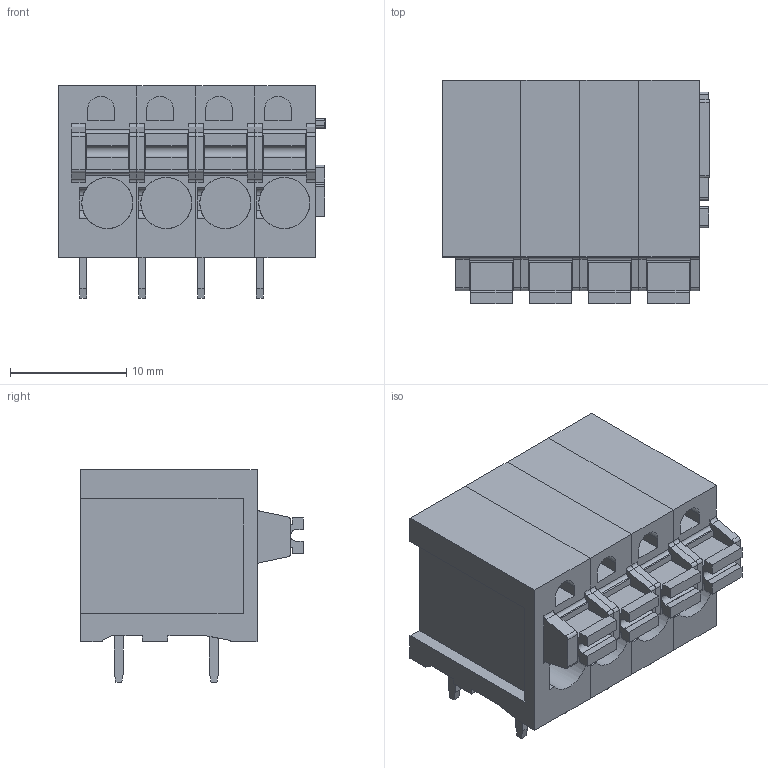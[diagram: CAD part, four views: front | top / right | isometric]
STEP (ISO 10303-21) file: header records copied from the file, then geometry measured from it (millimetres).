
FILE_DESCRIPTION(('CATIA V5 STEP Exchange','CAx-IF Rec.Pracs.--- Model Styling and Organization---1.4--- 2014-01-23'),'2;1');
FILE_NAME ('D1532906_0_2672960000_2672960000 .stp','2022-05-18T12:40:55+00:00',('none'),('Weidmueller'),'CATIA Version 5-6 Release 2016 SP3 HF44','CATIA V5 STEP AP214','none');
FILE_SCHEMA(('AUTOMOTIVE_DESIGN { 1 0 10303 214 1 1 1 1 }'));
Length unit declared in the file: millimetre
Products named in the file (1): 2672960000   
Bounding box: 22.97 x 19.2 x 18.3 mm (x, y, z)
Volume: 4552.4 mm3; surface area: 4420.7 mm2
Topology: 16 solids, 16 shells, 394 faces, 1053 edges, 702 vertices
Faces by surface type: plane 303, cylinder 91
Entity records: 11753 total; most frequent: CARTESIAN_POINT 2124, ORIENTED_EDGE 2106, DIRECTION 1632, EDGE_CURVE 1053, VECTOR 863, LINE 863, VERTEX_POINT 702, AXIS2_PLACEMENT_3D 475
